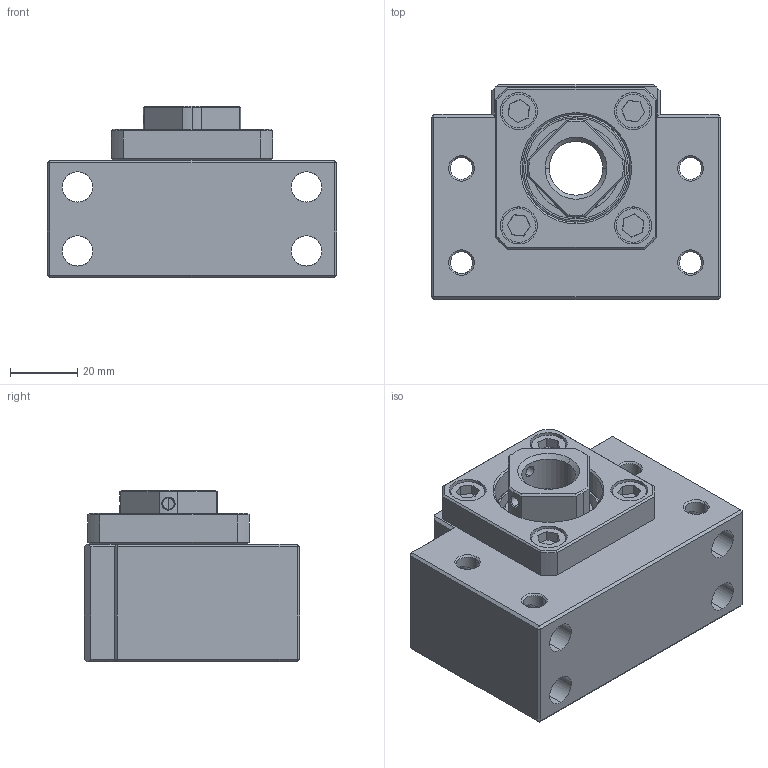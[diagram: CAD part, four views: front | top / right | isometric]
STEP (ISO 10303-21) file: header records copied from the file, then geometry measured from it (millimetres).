
FILE_DESCRIPTION (( 'STEP AP214' ), '1' );
FILE_NAME ('BKN17-Rollco.step', '2023-04-27T09:32:55', ( '' ), ( '' ), 'SwSTEP 2.0', 'SolidWorks 2010', '' );
FILE_SCHEMA (( 'AUTOMOTIVE_DESIGN' ));
Length unit declared in the file: millimetre
Products named in the file (9): BK17_1; 7203_3; 7203_2; BKN17_6; BKN17_8; BKN17_5; BKN17_7; BKN17_9; BKN17-Rollco
Assembly tree (15 placements, depth 2):
  BKN17-Rollco
    BKN17_9  x4
    7203_2  x2
    BKN17_6
    BKN17_5  x2
    7203_3  x2
    BKN17_7
    BKN17_8  x2
    BK17_1
Bounding box: 86 x 64 x 51 mm (x, y, z)
Volume: 155356.1 mm3; surface area: 60603.7 mm2
Topology: 15 solids, 15 shells, 451 faces, 1041 edges, 623 vertices
Faces by surface type: cylinder 155, plane 140, bspline 84, cone 72
Entity records: 11922 total; most frequent: CARTESIAN_POINT 4059, ORIENTED_EDGE 1562, DIRECTION 1558, EDGE_CURVE 781, AXIS2_PLACEMENT_3D 614, VERTEX_POINT 471, EDGE_LOOP 390, VECTOR 330
